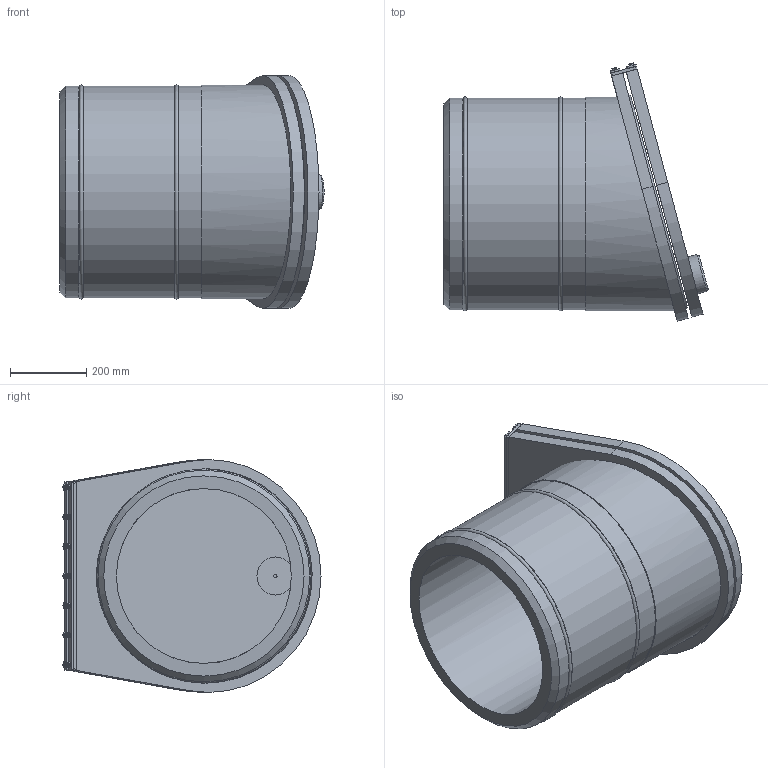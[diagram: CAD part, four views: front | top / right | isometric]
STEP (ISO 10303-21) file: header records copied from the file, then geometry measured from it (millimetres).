
FILE_DESCRIPTION (( 'STEP AP203' ), '1' );
FILE_NAME ('071752.STEP', '2024-12-16T10:34:29', ( '' ), ( '' ), 'SwSTEP 2.0', 'SolidWorks 2023', '' );
FILE_SCHEMA (( 'CONFIG_CONTROL_DESIGN' ));
Length unit declared in the file: millimetre
Products named in the file (1): 071752
Bounding box: 692.75 x 676.37 x 610.31 mm (x, y, z)
Surface area: 2907111.4 mm2 (no closed solid volume)
Topology: 0 solids, 25 shells, 236 faces, 720 edges, 488 vertices
Faces by surface type: plane 145, cone 53, cylinder 35, torus 2, bspline 1
Full cylindrical faces by diameter (mm): 10.4 x14, 100 x1, 458.4 x1, 543 x1, 555 x3, 560 x1
Entity records: 9577 total; most frequent: CARTESIAN_POINT 3736, DIRECTION 1108, ORIENTED_EDGE 1026, EDGE_CURVE 677, VERTEX_POINT 471, AXIS2_PLACEMENT_3D 463, EDGE_LOOP 332, B_SPLINE_CURVE_WITH_KNOTS 264
